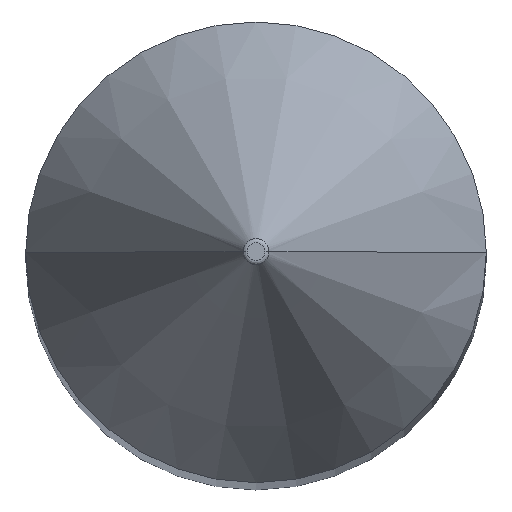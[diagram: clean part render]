
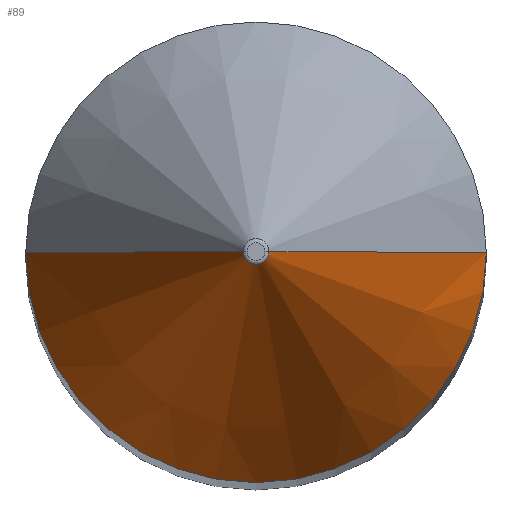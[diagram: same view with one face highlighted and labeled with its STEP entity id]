
A CAD part, top view. The second image highlights one B-rep face of the part: STEP entity #89.
In plain terms, the highlighted conical face has half-angle 29 degrees and reference radius 0.113 mm.
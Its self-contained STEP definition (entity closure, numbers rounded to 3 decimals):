
#2 = AXIS2_PLACEMENT_3D ( 'NONE', #31, #44, #43 ) ;
#5 = VERTEX_POINT ( 'NONE', #114 ) ;
#10 = CIRCLE ( 'NONE', #2, 2. ) ;
#13 = VERTEX_POINT ( 'NONE', #119 ) ;
#29 = VERTEX_POINT ( 'NONE', #139 ) ;
#31 = CARTESIAN_POINT ( 'NONE',  ( 0., 0., 36.684 ) ) ;
#43 = DIRECTION ( 'NONE',  ( 1., 0., 0. ) ) ;
#44 = DIRECTION ( 'NONE',  ( 0., 0., 1. ) ) ;
#45 = EDGE_CURVE ( 'NONE', #13, #29, #178, .T. ) ;
#46 = ORIENTED_EDGE ( 'NONE', *, *, #58, .T. ) ;
#50 = EDGE_CURVE ( 'NONE', #55, #29, #10, .T. ) ;
#55 = VERTEX_POINT ( 'NONE', #267 ) ;
#58 = EDGE_CURVE ( 'NONE', #5, #55, #265, .T. ) ;
#63 = EDGE_CURVE ( 'NONE', #5, #13, #221, .T. ) ;
#64 = EDGE_LOOP ( 'NONE', ( #123, #71, #46, #82 ) ) ;
#71 = ORIENTED_EDGE ( 'NONE', *, *, #63, .F. ) ;
#82 = ORIENTED_EDGE ( 'NONE', *, *, #50, .T. ) ;
#89 = ADVANCED_FACE ( 'NONE', ( #363 ), #244, .T. ) ;
#114 = CARTESIAN_POINT ( 'NONE',  ( -0.113, 0., 40.088 ) ) ;
#119 = CARTESIAN_POINT ( 'NONE',  ( 0.113, 0., 40.088 ) ) ;
#123 = ORIENTED_EDGE ( 'NONE', *, *, #45, .F. ) ;
#139 = CARTESIAN_POINT ( 'NONE',  ( 2., 0., 36.684 ) ) ;
#178 = LINE ( 'NONE', #197, #189 ) ;
#188 = DIRECTION ( 'NONE',  ( 0.485, 0., -0.875 ) ) ;
#189 = VECTOR ( 'NONE', #188, 1000. ) ;
#197 = CARTESIAN_POINT ( 'NONE',  ( 0.113, 0., 40.088 ) ) ;
#217 = DIRECTION ( 'NONE',  ( 1., 0., 0. ) ) ;
#218 = DIRECTION ( 'NONE',  ( 0., 0., 1. ) ) ;
#219 = CARTESIAN_POINT ( 'NONE',  ( 0., 0., 40.088 ) ) ;
#221 = CIRCLE ( 'NONE', #307, 0.113 ) ;
#244 = CONICAL_SURFACE ( 'NONE', #361, 0.113, 0.506 ) ;
#265 = LINE ( 'NONE', #297, #296 ) ;
#267 = CARTESIAN_POINT ( 'NONE',  ( -2., 0., 36.684 ) ) ;
#295 = DIRECTION ( 'NONE',  ( -0.485, 0., -0.875 ) ) ;
#296 = VECTOR ( 'NONE', #295, 1000. ) ;
#297 = CARTESIAN_POINT ( 'NONE',  ( -0.113, 0., 40.088 ) ) ;
#307 = AXIS2_PLACEMENT_3D ( 'NONE', #219, #218, #217 ) ;
#318 = DIRECTION ( 'NONE',  ( -1., 0., 0. ) ) ;
#320 = DIRECTION ( 'NONE',  ( 0., 0., -1. ) ) ;
#358 = CARTESIAN_POINT ( 'NONE',  ( 0., 0., 40.088 ) ) ;
#361 = AXIS2_PLACEMENT_3D ( 'NONE', #358, #320, #318 ) ;
#363 = FACE_OUTER_BOUND ( 'NONE', #64, .T. ) ;
